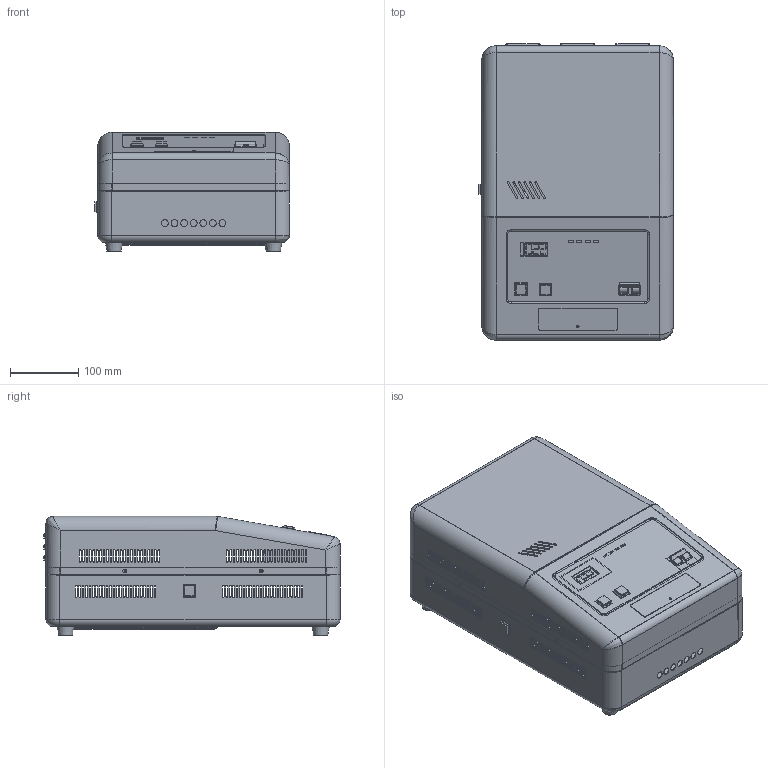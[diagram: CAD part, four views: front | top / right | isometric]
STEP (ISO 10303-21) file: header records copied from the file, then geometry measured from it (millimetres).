
FILE_DESCRIPTION(/* description */ (''),/* implementation_level */ '2;1');
FILE_NAME(/* name */ 'SVC-B7KVA三维图-202508.stp',/* time_stamp */ '2025-08-20T15:41:14+08:00',/* author */ (''),/* organization */ (''),/* preprocessor_version */ 'ST-DEVELOPER v20',/* originating_system */ 'SIEMENS PLM Software NX2312.1700',/* authorisation */ '');
FILE_SCHEMA (('AUTOMOTIVE_DESIGN { 1 0 10303 214 3 1 1 1 }'));
Products named in the file (9): SVC-B7K盖子28833; 8530表架6939; SVC-B5K底座50761; 按钮绿色21324; SVC2P断路器102746; 按钮红3527; 按钮11634; TND-2K橡皮脚（13.6mm); SVC-B7KVA三维图-202507_step
Assembly tree (11 placements, depth 2):
  SVC-B7KVA三维图-202507_step
    TND-2K橡皮脚（13.6mm)  x4
    按钮11634
    按钮红3527
    SVC2P断路器102746
    按钮绿色21324
    SVC-B5K底座50761
    8530表架6939
    SVC-B7K盖子28833
Bounding box: 284.8 x 433 x 174.6 mm (x, y, z)
Volume: 656929.7 mm3; surface area: 944791.7 mm2
Topology: 14 solids, 18 shells, 3184 faces, 8428 edges, 5351 vertices
Faces by surface type: plane 1384, cylinder 1294, torus 367, bspline 87, sphere 34, cone 18
Full cylindrical faces by diameter (mm): 3.5 x4, 7.97 x4
Entity records: 103955 total; most frequent: CARTESIAN_POINT 20670, DIRECTION 17451, ORIENTED_EDGE 16652, EDGE_CURVE 8326, AXIS2_PLACEMENT_3D 6274, VERTEX_POINT 5311, LINE 4903, VECTOR 4903
